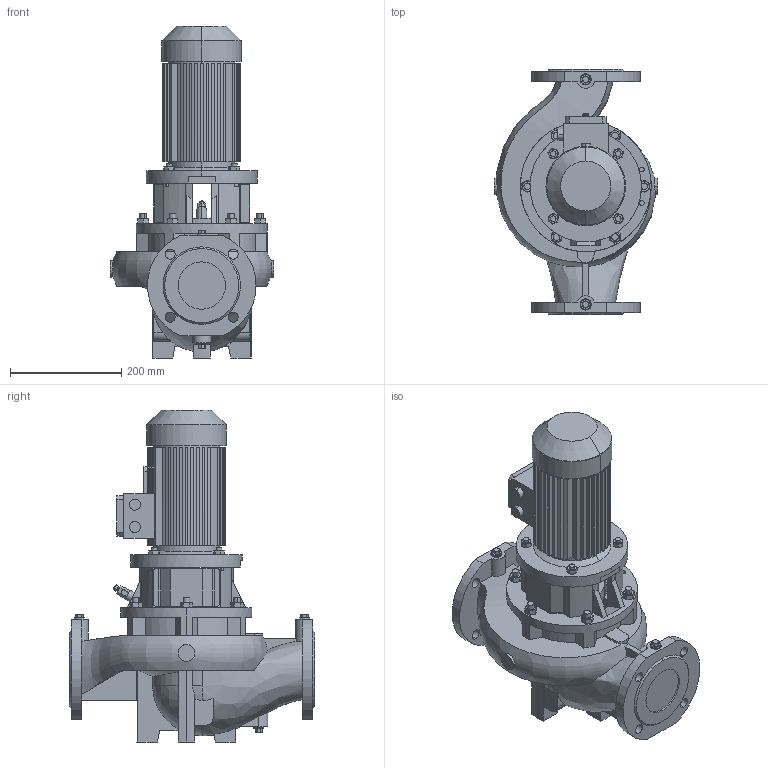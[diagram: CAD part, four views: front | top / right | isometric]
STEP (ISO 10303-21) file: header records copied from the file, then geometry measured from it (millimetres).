
FILE_DESCRIPTION (( 'STEP AP203' ), '1' );
FILE_NAME ('枅-313-000-313-015-01-42.step', '2025-02-11T17:08:55', ( 'adb' ), ( '' ), 'SwSTEP 2.0', 'SolidWorks 2016', '' );
FILE_SCHEMA (( 'CONFIG_CONTROL_DESIGN' ));
Length unit declared in the file: millimetre
Products named in the file (1): 枅-313-000-313-015-01-42
Bounding box: 293 x 440 x 596 mm (x, y, z)
Volume: 13857077.5 mm3; surface area: 1127278.6 mm2
Topology: 8 solids, 20 shells, 937 faces, 2421 edges, 1587 vertices
Faces by surface type: plane 499, cylinder 327, cone 98, bspline 8, sphere 5
Entity records: 33428 total; most frequent: CARTESIAN_POINT 10230, ORIENTED_EDGE 4838, DIRECTION 4794, EDGE_CURVE 2419, AXIS2_PLACEMENT_3D 1766, VERTEX_POINT 1587, VECTOR 1262, LINE 1262
